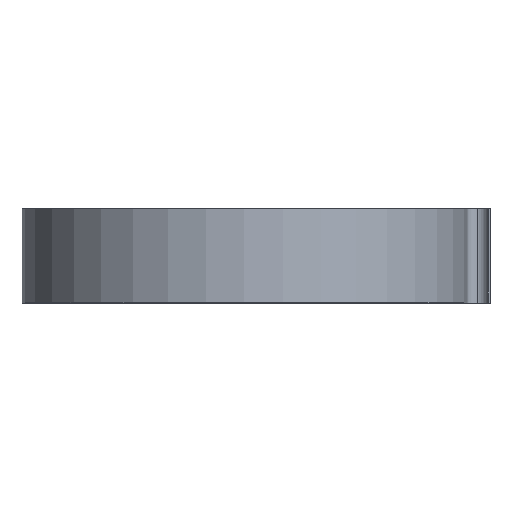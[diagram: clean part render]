
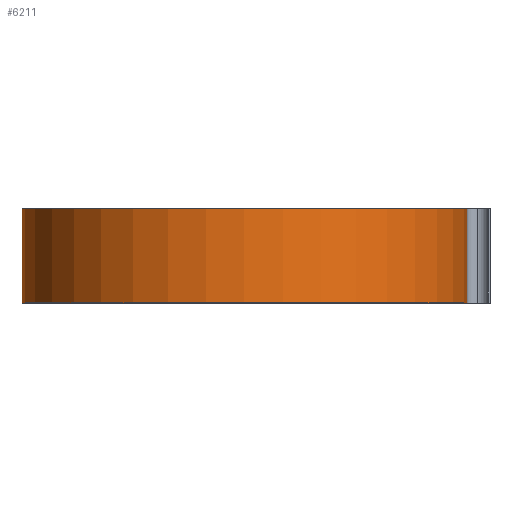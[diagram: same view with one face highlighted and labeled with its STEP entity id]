
A CAD part, top view. The second image highlights one B-rep face of the part: STEP entity #6211.
In plain terms, the highlighted cylindrical face has radius 51.999 mm (diameter 103.998 mm), a partial arc.
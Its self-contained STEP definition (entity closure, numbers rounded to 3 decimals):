
#19 = AXIS2_PLACEMENT_3D ( 'NONE', #836, #1888, #4369 ) ;
#102 = CARTESIAN_POINT ( 'NONE',  ( -51.999, 22., 0. ) ) ;
#130 = CARTESIAN_POINT ( 'NONE',  ( 51.999, 0., 0. ) ) ;
#205 = EDGE_CURVE ( 'NONE', #3477, #5760, #3169, .T. ) ;
#433 = CIRCLE ( 'NONE', #4221, 51.999 ) ;
#836 = CARTESIAN_POINT ( 'NONE',  ( 0., 22., 0. ) ) ;
#859 = DIRECTION ( 'NONE',  ( 0., 1., 0. ) ) ;
#1008 = CARTESIAN_POINT ( 'NONE',  ( 0., 0., 0. ) ) ;
#1061 = VECTOR ( 'NONE', #5465, 1000. ) ;
#1239 = ORIENTED_EDGE ( 'NONE', *, *, #1928, .T. ) ;
#1324 = LINE ( 'NONE', #3394, #1061 ) ;
#1694 = EDGE_CURVE ( 'NONE', #2438, #5133, #433, .T. ) ;
#1888 = DIRECTION ( 'NONE',  ( 0., -1., 0. ) ) ;
#1928 = EDGE_CURVE ( 'NONE', #3477, #2438, #4697, .T. ) ;
#2046 = DIRECTION ( 'NONE',  ( 0., -1., 0. ) ) ;
#2328 = CYLINDRICAL_SURFACE ( 'NONE', #19, 51.999 ) ;
#2349 = CARTESIAN_POINT ( 'NONE',  ( 0., 22., 0. ) ) ;
#2438 = VERTEX_POINT ( 'NONE', #4035 ) ;
#2828 = VECTOR ( 'NONE', #2046, 1000. ) ;
#3088 = DIRECTION ( 'NONE',  ( 0., 1., 0. ) ) ;
#3145 = ORIENTED_EDGE ( 'NONE', *, *, #4078, .F. ) ;
#3169 = CIRCLE ( 'NONE', #3579, 51.999 ) ;
#3394 = CARTESIAN_POINT ( 'NONE',  ( 51.999, 22., 0. ) ) ;
#3477 = VERTEX_POINT ( 'NONE', #5796 ) ;
#3579 = AXIS2_PLACEMENT_3D ( 'NONE', #2349, #859, #5078 ) ;
#3609 = ORIENTED_EDGE ( 'NONE', *, *, #1694, .T. ) ;
#4035 = CARTESIAN_POINT ( 'NONE',  ( -51.999, 0., 0. ) ) ;
#4078 = EDGE_CURVE ( 'NONE', #5760, #5133, #1324, .T. ) ;
#4221 = AXIS2_PLACEMENT_3D ( 'NONE', #1008, #3088, #5151 ) ;
#4369 = DIRECTION ( 'NONE',  ( 0., 0., -1. ) ) ;
#4485 = EDGE_LOOP ( 'NONE', ( #3609, #3145, #5283, #1239 ) ) ;
#4697 = LINE ( 'NONE', #102, #2828 ) ;
#5078 = DIRECTION ( 'NONE',  ( 1., 0., 0. ) ) ;
#5133 = VERTEX_POINT ( 'NONE', #130 ) ;
#5151 = DIRECTION ( 'NONE',  ( 1., 0., 0. ) ) ;
#5283 = ORIENTED_EDGE ( 'NONE', *, *, #205, .F. ) ;
#5465 = DIRECTION ( 'NONE',  ( 0., -1., 0. ) ) ;
#5698 = CARTESIAN_POINT ( 'NONE',  ( 51.999, 22., 0. ) ) ;
#5760 = VERTEX_POINT ( 'NONE', #5698 ) ;
#5796 = CARTESIAN_POINT ( 'NONE',  ( -51.999, 22., 0. ) ) ;
#5904 = FACE_OUTER_BOUND ( 'NONE', #4485, .T. ) ;
#6211 = ADVANCED_FACE ( 'NONE', ( #5904 ), #2328, .T. ) ;
